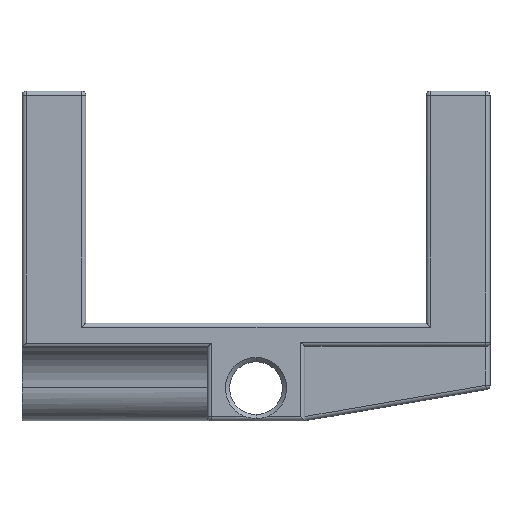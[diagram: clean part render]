
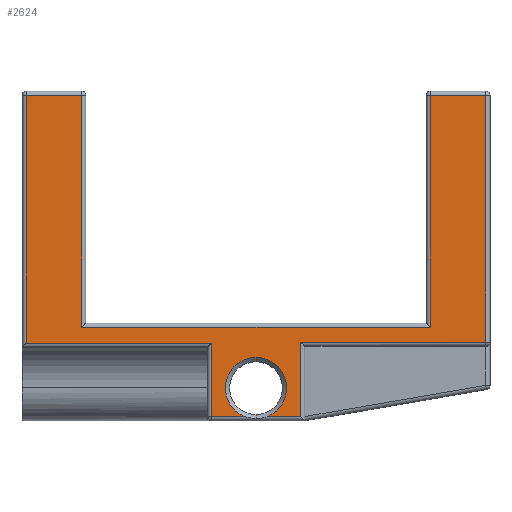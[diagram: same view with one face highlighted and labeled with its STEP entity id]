
A CAD part, left-side view. The second image highlights one B-rep face of the part: STEP entity #2624.
In plain terms, the highlighted planar face has unit normal (-1, 0, 0).
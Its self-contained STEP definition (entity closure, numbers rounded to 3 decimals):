
#69 = LINE ( 'NONE', #1885, #9638 ) ;
#188 = ORIENTED_EDGE ( 'NONE', *, *, #8278, .T. ) ;
#277 = CARTESIAN_POINT ( 'NONE',  ( -17.5, 41., -25.5 ) ) ;
#295 = FACE_OUTER_BOUND ( 'NONE', #2661, .T. ) ;
#353 = DIRECTION ( 'NONE',  ( 0., 1., 0. ) ) ;
#469 = PLANE ( 'NONE',  #10523 ) ;
#531 = EDGE_CURVE ( 'NONE', #959, #2553, #5276, .T. ) ;
#606 = CARTESIAN_POINT ( 'NONE',  ( -17.5, 55., -46.5 ) ) ;
#610 = CARTESIAN_POINT ( 'NONE',  ( -17.5, 41., 29. ) ) ;
#640 = CARTESIAN_POINT ( 'NONE',  ( -17.5, -54., -29. ) ) ;
#786 = DIRECTION ( 'NONE',  ( 0., -1., 0. ) ) ;
#912 = CARTESIAN_POINT ( 'NONE',  ( -17.5, -10.5, -29. ) ) ;
#954 = EDGE_CURVE ( 'NONE', #2567, #11091, #8981, .T. ) ;
#959 = VERTEX_POINT ( 'NONE', #610 ) ;
#996 = CARTESIAN_POINT ( 'NONE',  ( -17.5, 10.5, -46.5 ) ) ;
#1045 = EDGE_CURVE ( 'NONE', #8562, #959, #1591, .T. ) ;
#1191 = DIRECTION ( 'NONE',  ( 0., 0., -1. ) ) ;
#1517 = CARTESIAN_POINT ( 'NONE',  ( -17.5, 10.5, -29.254 ) ) ;
#1590 = CARTESIAN_POINT ( 'NONE',  ( -17.5, -10.5, -30. ) ) ;
#1591 = LINE ( 'NONE', #7965, #11634 ) ;
#1698 = DIRECTION ( 'NONE',  ( 0., -1., 0. ) ) ;
#1828 = ORIENTED_EDGE ( 'NONE', *, *, #5064, .T. ) ;
#1885 = CARTESIAN_POINT ( 'NONE',  ( -17.5, 55., 29. ) ) ;
#2058 = CARTESIAN_POINT ( 'NONE',  ( -17.5, 55., -30. ) ) ;
#2141 = CARTESIAN_POINT ( 'NONE',  ( -17.5, 54., -29.254 ) ) ;
#2298 = EDGE_CURVE ( 'NONE', #11091, #4404, #2365, .T. ) ;
#2365 = LINE ( 'NONE', #606, #6967 ) ;
#2512 = ORIENTED_EDGE ( 'NONE', *, *, #3119, .T. ) ;
#2541 = ORIENTED_EDGE ( 'NONE', *, *, #954, .T. ) ;
#2553 = VERTEX_POINT ( 'NONE', #2766 ) ;
#2563 = AXIS2_PLACEMENT_3D ( 'NONE', #9779, #9720, #8936 ) ;
#2567 = VERTEX_POINT ( 'NONE', #5368 ) ;
#2624 = ADVANCED_FACE ( 'NONE', ( #295 ), #469, .F. ) ;
#2661 = EDGE_LOOP ( 'NONE', ( #2512, #3983, #188, #2541, #8305, #7269, #3998, #4036, #1828, #5750, #3710, #5612, #10140, #2777, #4277 ) ) ;
#2766 = CARTESIAN_POINT ( 'NONE',  ( -17.5, 54., 29. ) ) ;
#2777 = ORIENTED_EDGE ( 'NONE', *, *, #3518, .T. ) ;
#2889 = EDGE_CURVE ( 'NONE', #10867, #10311, #3810, .T. ) ;
#3047 = CARTESIAN_POINT ( 'NONE',  ( -17.5, -41., -30. ) ) ;
#3079 = CARTESIAN_POINT ( 'NONE',  ( -17.5, -54., -30. ) ) ;
#3119 = EDGE_CURVE ( 'NONE', #5497, #3918, #5877, .T. ) ;
#3163 = AXIS2_PLACEMENT_3D ( 'NONE', #5177, #8672, #1191 ) ;
#3194 = EDGE_CURVE ( 'NONE', #6581, #7870, #7506, .T. ) ;
#3207 = VECTOR ( 'NONE', #353, 1000. ) ;
#3292 = DIRECTION ( 'NONE',  ( 0., 0., 1. ) ) ;
#3518 = EDGE_CURVE ( 'NONE', #2553, #10302, #6776, .T. ) ;
#3710 = ORIENTED_EDGE ( 'NONE', *, *, #5944, .T. ) ;
#3719 = EDGE_CURVE ( 'NONE', #4404, #8038, #6836, .T. ) ;
#3744 = CARTESIAN_POINT ( 'NONE',  ( -17.5, 2.636, -46.5 ) ) ;
#3810 = LINE ( 'NONE', #3047, #6164 ) ;
#3885 = LINE ( 'NONE', #8566, #3207 ) ;
#3887 = DIRECTION ( 'NONE',  ( 0., 0., -1. ) ) ;
#3918 = VERTEX_POINT ( 'NONE', #996 ) ;
#3983 = ORIENTED_EDGE ( 'NONE', *, *, #7550, .T. ) ;
#3998 = ORIENTED_EDGE ( 'NONE', *, *, #8459, .T. ) ;
#4036 = ORIENTED_EDGE ( 'NONE', *, *, #3194, .T. ) ;
#4064 = CARTESIAN_POINT ( 'NONE',  ( -17.5, 55., -29.254 ) ) ;
#4243 = CARTESIAN_POINT ( 'NONE',  ( -17.5, -41., 29. ) ) ;
#4277 = ORIENTED_EDGE ( 'NONE', *, *, #6089, .T. ) ;
#4283 = VERTEX_POINT ( 'NONE', #3744 ) ;
#4383 = DIRECTION ( 'NONE',  ( 0., 1., 0. ) ) ;
#4404 = VERTEX_POINT ( 'NONE', #10315 ) ;
#4485 = VECTOR ( 'NONE', #3887, 1000. ) ;
#5064 = EDGE_CURVE ( 'NONE', #7870, #10867, #69, .T. ) ;
#5177 = CARTESIAN_POINT ( 'NONE',  ( -17.5, 0., -39.8 ) ) ;
#5241 = CIRCLE ( 'NONE', #3163, 7.2 ) ;
#5276 = LINE ( 'NONE', #8891, #7083 ) ;
#5355 = LINE ( 'NONE', #7125, #8484 ) ;
#5367 = DIRECTION ( 'NONE',  ( 0., 1., 0. ) ) ;
#5368 = CARTESIAN_POINT ( 'NONE',  ( -17.5, 0., -32.6 ) ) ;
#5497 = VERTEX_POINT ( 'NONE', #1517 ) ;
#5587 = DIRECTION ( 'NONE',  ( 0., 0., -1. ) ) ;
#5612 = ORIENTED_EDGE ( 'NONE', *, *, #1045, .T. ) ;
#5750 = ORIENTED_EDGE ( 'NONE', *, *, #2889, .T. ) ;
#5754 = CARTESIAN_POINT ( 'NONE',  ( -17.5, -54., 29. ) ) ;
#5842 = VECTOR ( 'NONE', #10290, 1000. ) ;
#5877 = LINE ( 'NONE', #6941, #7421 ) ;
#5944 = EDGE_CURVE ( 'NONE', #10311, #8562, #3885, .T. ) ;
#6089 = EDGE_CURVE ( 'NONE', #10302, #5497, #7553, .T. ) ;
#6164 = VECTOR ( 'NONE', #5587, 1000. ) ;
#6581 = VERTEX_POINT ( 'NONE', #640 ) ;
#6776 = LINE ( 'NONE', #10292, #4485 ) ;
#6836 = LINE ( 'NONE', #1590, #10364 ) ;
#6941 = CARTESIAN_POINT ( 'NONE',  ( -17.5, 10.5, -30. ) ) ;
#6967 = VECTOR ( 'NONE', #786, 1000. ) ;
#7083 = VECTOR ( 'NONE', #4383, 1000. ) ;
#7125 = CARTESIAN_POINT ( 'NONE',  ( -17.5, 55., -46.5 ) ) ;
#7269 = ORIENTED_EDGE ( 'NONE', *, *, #3719, .T. ) ;
#7421 = VECTOR ( 'NONE', #10446, 1000. ) ;
#7506 = LINE ( 'NONE', #3079, #10461 ) ;
#7550 = EDGE_CURVE ( 'NONE', #3918, #4283, #5355, .T. ) ;
#7553 = LINE ( 'NONE', #4064, #5842 ) ;
#7669 = VECTOR ( 'NONE', #1698, 1000. ) ;
#7870 = VERTEX_POINT ( 'NONE', #5754 ) ;
#7965 = CARTESIAN_POINT ( 'NONE',  ( -17.5, 41., -30. ) ) ;
#8038 = VERTEX_POINT ( 'NONE', #912 ) ;
#8192 = LINE ( 'NONE', #9753, #7669 ) ;
#8278 = EDGE_CURVE ( 'NONE', #4283, #2567, #5241, .T. ) ;
#8305 = ORIENTED_EDGE ( 'NONE', *, *, #2298, .T. ) ;
#8459 = EDGE_CURVE ( 'NONE', #8038, #6581, #8192, .T. ) ;
#8484 = VECTOR ( 'NONE', #10742, 1000. ) ;
#8487 = CARTESIAN_POINT ( 'NONE',  ( -17.5, -2.636, -46.5 ) ) ;
#8562 = VERTEX_POINT ( 'NONE', #277 ) ;
#8566 = CARTESIAN_POINT ( 'NONE',  ( -17.5, 55., -25.5 ) ) ;
#8672 = DIRECTION ( 'NONE',  ( 1., 0., 0. ) ) ;
#8685 = DIRECTION ( 'NONE',  ( 0., 0., 1. ) ) ;
#8891 = CARTESIAN_POINT ( 'NONE',  ( -17.5, 55., 29. ) ) ;
#8936 = DIRECTION ( 'NONE',  ( 0., 0., -1. ) ) ;
#8981 = CIRCLE ( 'NONE', #2563, 7.2 ) ;
#9638 = VECTOR ( 'NONE', #5367, 1000. ) ;
#9720 = DIRECTION ( 'NONE',  ( 1., 0., 0. ) ) ;
#9753 = CARTESIAN_POINT ( 'NONE',  ( -17.5, 55., -29. ) ) ;
#9779 = CARTESIAN_POINT ( 'NONE',  ( -17.5, 0., -39.8 ) ) ;
#10140 = ORIENTED_EDGE ( 'NONE', *, *, #531, .T. ) ;
#10257 = CARTESIAN_POINT ( 'NONE',  ( -17.5, -41., -25.5 ) ) ;
#10290 = DIRECTION ( 'NONE',  ( 0., -1., 0. ) ) ;
#10292 = CARTESIAN_POINT ( 'NONE',  ( -17.5, 54., -30. ) ) ;
#10302 = VERTEX_POINT ( 'NONE', #2141 ) ;
#10311 = VERTEX_POINT ( 'NONE', #10257 ) ;
#10315 = CARTESIAN_POINT ( 'NONE',  ( -17.5, -10.5, -46.5 ) ) ;
#10364 = VECTOR ( 'NONE', #3292, 1000. ) ;
#10446 = DIRECTION ( 'NONE',  ( 0., 0., -1. ) ) ;
#10461 = VECTOR ( 'NONE', #11299, 1000. ) ;
#10523 = AXIS2_PLACEMENT_3D ( 'NONE', #2058, #11227, #10985 ) ;
#10742 = DIRECTION ( 'NONE',  ( 0., -1., 0. ) ) ;
#10867 = VERTEX_POINT ( 'NONE', #4243 ) ;
#10985 = DIRECTION ( 'NONE',  ( 0., 0., -1. ) ) ;
#11091 = VERTEX_POINT ( 'NONE', #8487 ) ;
#11227 = DIRECTION ( 'NONE',  ( 1., 0., 0. ) ) ;
#11299 = DIRECTION ( 'NONE',  ( 0., 0., 1. ) ) ;
#11634 = VECTOR ( 'NONE', #8685, 1000. ) ;
